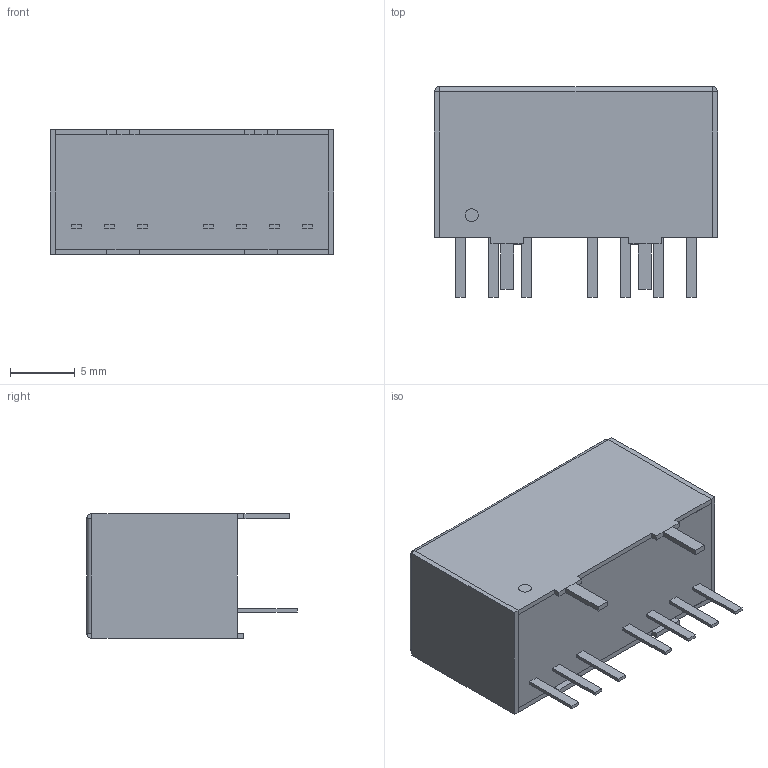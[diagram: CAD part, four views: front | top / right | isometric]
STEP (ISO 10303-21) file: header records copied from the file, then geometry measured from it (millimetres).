
FILE_DESCRIPTION (( 'STEP AP214' ), '1' );
FILE_NAME ('RS12-SZ_3D file_20200120.STEP', '2020-01-20T12:10:06', ( '' ), ( '' ), 'SwSTEP 2.0', 'SolidWorks 2019', '' );
FILE_SCHEMA (( 'AUTOMOTIVE_DESIGN' ));
Length unit declared in the file: millimetre
Products named in the file (1): RS12-SZ_3D file_20200120
Bounding box: 21.8 x 16.2 x 9.6 mm (x, y, z)
Volume: 2436.2 mm3; surface area: 2975.1 mm2
Topology: 9 solids, 9 shells, 119 faces, 264 edges, 164 vertices
Faces by surface type: plane 109, cylinder 10
Entity records: 4605 total; most frequent: CARTESIAN_POINT 548, ORIENTED_EDGE 528, DIRECTION 524, EDGE_CURVE 264, LINE 244, VECTOR 244, VERTEX_POINT 164, AXIS2_PLACEMENT_3D 140
